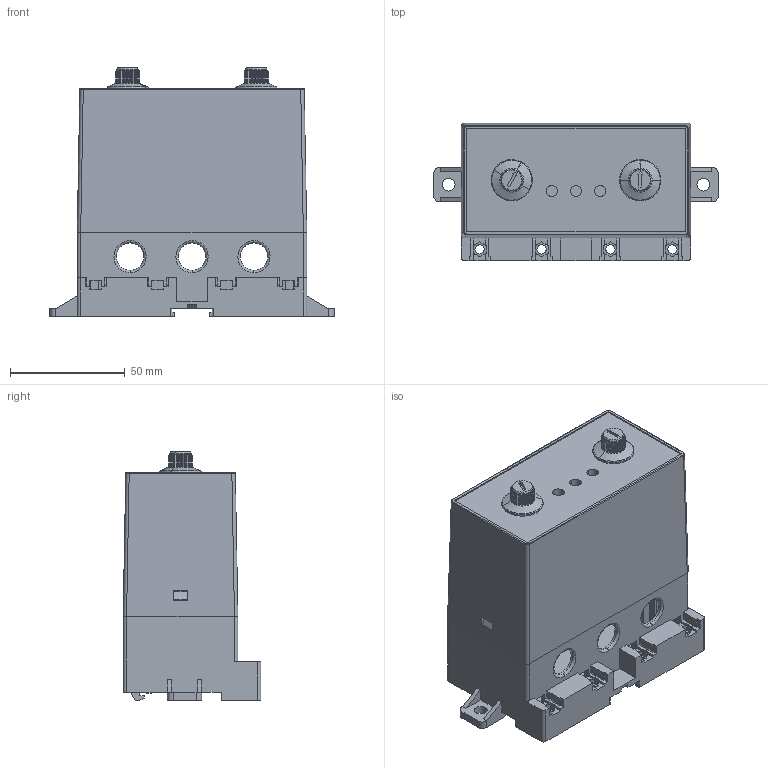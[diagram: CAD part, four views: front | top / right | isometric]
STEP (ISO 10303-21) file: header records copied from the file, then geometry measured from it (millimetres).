
FILE_DESCRIPTION (( 'STEP AP214' ), '1' );
FILE_NAME ('62JD5.STEP', '2025-04-08T01:29:05', ( '' ), ( 'Microsoft' ), 'SwSTEP 2.0', 'SolidWorks 2014', '' );
FILE_SCHEMA (( 'AUTOMOTIVE_DESIGN' ));
Length unit declared in the file: millimetre
Products named in the file (4): JD5唅聽250104; JD5裔1224; JD5菁釱; 62JD5
Assembly tree (4 placements, depth 2):
  62JD5
    JD5菁釱
    JD5裔1224
    JD5唅聽250104  x2
Bounding box: 124 x 60 x 108.35 mm (x, y, z)
Volume: 83215.7 mm3; surface area: 93491.2 mm2
Topology: 4 solids, 4 shells, 985 faces, 2826 edges, 1848 vertices
Faces by surface type: plane 805, cylinder 120, cone 40, bspline 16, torus 4
Entity records: 35171 total; most frequent: CARTESIAN_POINT 5647, ORIENTED_EDGE 4572, DIRECTION 3863, EDGE_CURVE 2286, LINE 1797, VECTOR 1797, VERTEX_POINT 1493, AXIS2_PLACEMENT_3D 1033
